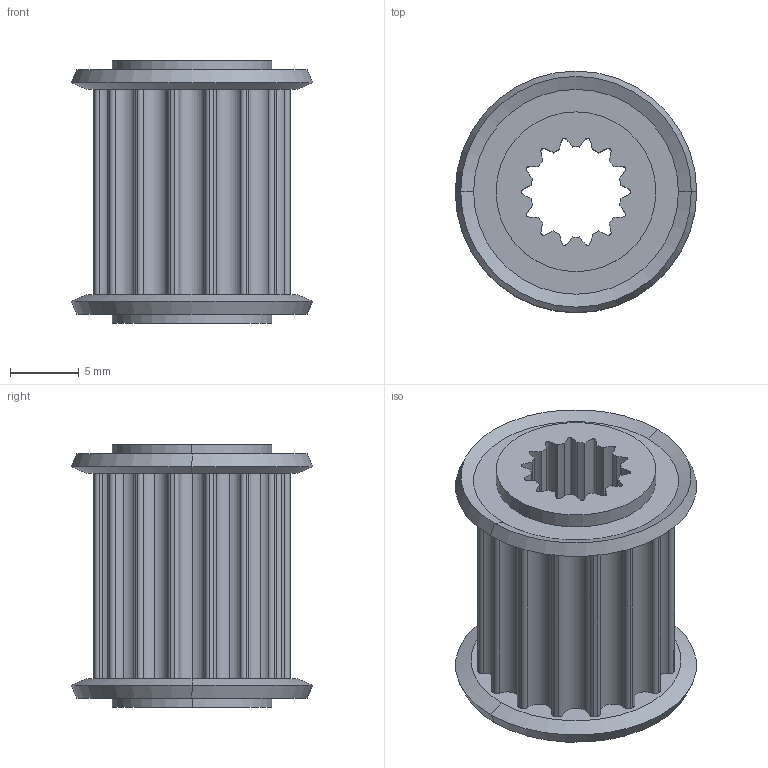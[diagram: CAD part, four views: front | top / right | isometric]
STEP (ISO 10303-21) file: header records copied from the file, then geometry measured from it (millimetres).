
FILE_DESCRIPTION (( 'STEP AP214' ), '1' );
FILE_NAME ('217-6924-001 Rev3.STEP', '2019-07-25T22:24:49', ( '' ), ( '' ), 'SwSTEP 2.0', 'SolidWorks 2017', '' );
FILE_SCHEMA (( 'AUTOMOTIVE_DESIGN' ));
Length unit declared in the file: millimetre
Products named in the file (3): 217-6924-001 Rev3; 217-6924-003 Rev3_GearBelt01; 217-6924-002 Rev2
Assembly tree (3 placements, depth 2):
  217-6924-001 Rev3
    217-6924-002 Rev2
    217-6924-003 Rev3_GearBelt01  x2
Bounding box: 17.53 x 17.53 x 19.05 mm (x, y, z)
Volume: 1975.5 mm3; surface area: 2602.9 mm2
Topology: 3 solids, 3 shells, 135 faces, 373 edges, 246 vertices
Faces by surface type: cylinder 101, bspline 14, cone 12, plane 8
Entity records: 5939 total; most frequent: CARTESIAN_POINT 2468, DIRECTION 765, ORIENTED_EDGE 706, EDGE_CURVE 353, AXIS2_PLACEMENT_3D 323, VERTEX_POINT 234, CIRCLE 206, EDGE_LOOP 131
